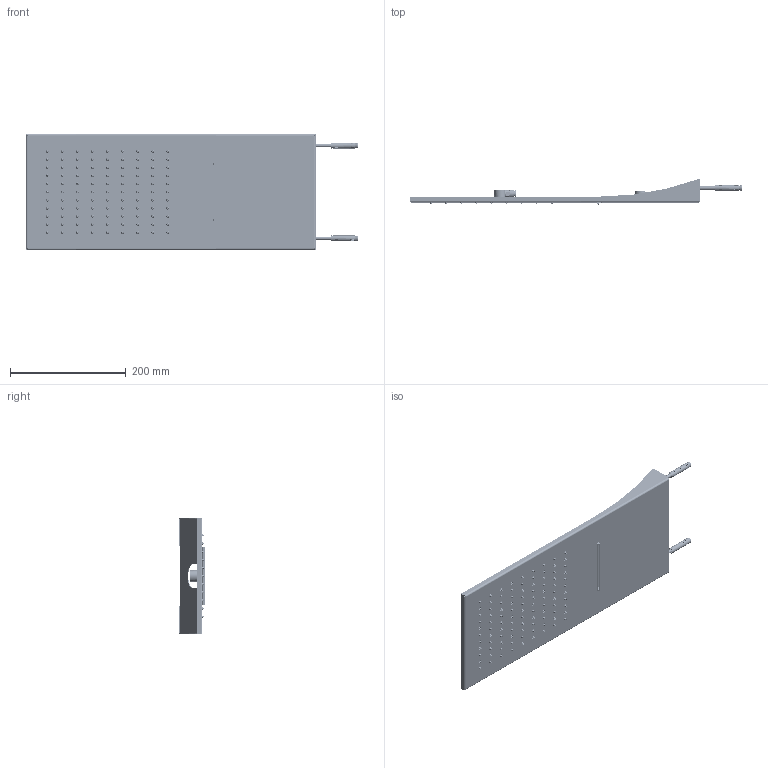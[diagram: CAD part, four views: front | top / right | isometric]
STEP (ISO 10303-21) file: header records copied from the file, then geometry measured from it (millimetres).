
FILE_DESCRIPTION(('STEP AP214'),'1');
FILE_NAME('Art.33053.stp','2020-07-02T06:35:27',(' '),(' '),'Spatial InterOp 3D',' ',' ');
FILE_SCHEMA(('AUTOMOTIVE_DESIGN { 1 0 10303 214 1 1 1 1 }'));
Length unit declared in the file: millimetre
Products named in the file (250): Art.33053; S.01006; 22280; S.00311; ASSEM1; S.01019; S.00108; S.01017b; S.01017; S.01017a; S.01030; 23415; S.00244; S.00150; 23414; M.20996; T.RA013; M_20934; M_20933; M_20935; 21736; 22322; P.00100; 22323; P_13025; S.00103; 23412
Assembly tree (368 placements, depth 5):
  Art.33053
    S.01006  x6
    22280  x6
    S.00311  x6
      ASSEM1
      (unnamed)
      (unnamed)
      (unnamed)
      (unnamed)
      S.00311
    S.01019  x2
      S.00108
      S.01017
        S.01017b
          ASSEM1
          S.01017b
        S.01017a
      S.01030
        ASSEM1
        (unnamed)
        (unnamed)
        (unnamed)
        S.01030
    23415
    S.00244
      ASSEM1
      S.00244
    S.00150  x3
      ASSEM1
      S.00150
    23414
    M.20996
      ASSEM1
      T.RA013
        ASSEM1
        T.RA013
      M_20934
      M_20933
      M_20935
    21736  x2
    22322
      ASSEM1
      (unnamed)
      (unnamed)
      (unnamed)
      (unnamed)
      (unnamed)
      (unnamed)
      (unnamed)
      (unnamed)
      (unnamed)
      (unnamed)
      (unnamed)
      (unnamed)
      (unnamed)
      (unnamed)
      (unnamed)
      (unnamed)
      (unnamed)
      (unnamed)
Bounding box: 572.7 x 43.89 x 200 mm (x, y, z)
Volume: 422669.2 mm3; surface area: 725843.4 mm2
Topology: 143 solids, 143 shells, 3532 faces, 8542 edges, 5610 vertices
Faces by surface type: torus 1162, cylinder 1088, plane 1081, cone 163, sphere 25, bspline 8, extrusion 5
Full cylindrical faces by diameter (mm): 0.4 x6, 1.5 x99, 1.7 x99, 2.5 x6, 3 x6, 3.1 x99, 3.2 x3, 3.3 x99, 4.3 x6, 5 x202, 6 x12, 6.5 x2, 6.7 x3, 7.6 x2, 8 x2, 8.15 x1, 8.3 x1, 8.4 x2, 8.566 x2, 8.8 x2, 9.4 x1, 9.6 x1, 9.8 x4, 10 x103, 10.4 x2, 11.5 x2, 13 x1, 13.5 x1, 13.9 x3, 14.1 x2
Entity records: 49744 total; most frequent: CARTESIAN_POINT 6271, DIRECTION 6100, ORIENTED_EDGE 4240, AXIS2_PLACEMENT_3D 2556, EDGE_CURVE 2120, EDGE_LOOP 1684, VERTEX_POINT 1537, FACE_OUTER_BOUND 1203
